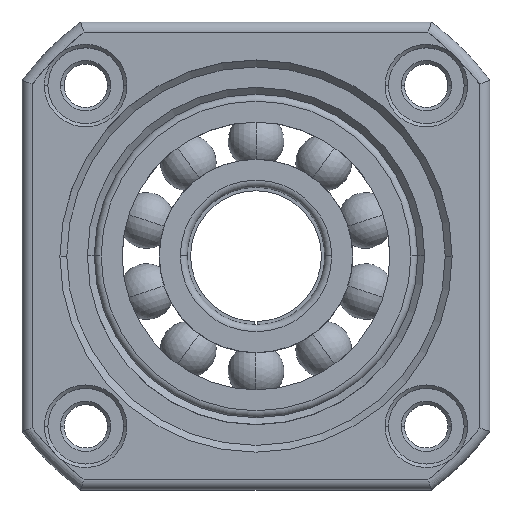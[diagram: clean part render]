
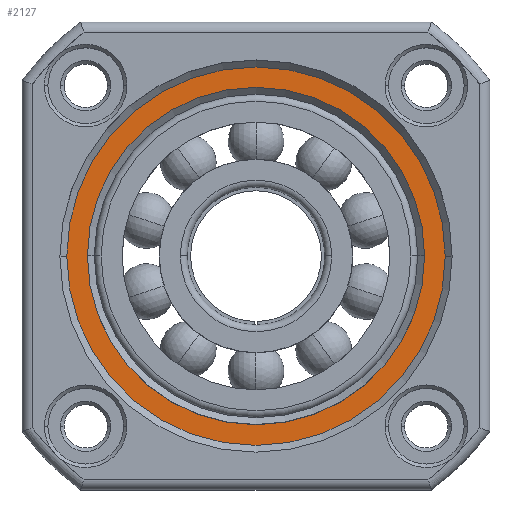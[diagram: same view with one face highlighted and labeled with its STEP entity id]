
A CAD part, top view. The second image highlights one B-rep face of the part: STEP entity #2127.
In plain terms, the highlighted planar face has unit normal (0, 0, -1).
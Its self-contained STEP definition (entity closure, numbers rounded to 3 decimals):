
#125 = EDGE_CURVE ( 'NONE', #2565, #1346, #5347, .T. ) ;
#337 = CARTESIAN_POINT ( 'NONE',  ( -27.5, 0., -20. ) ) ;
#1061 = CARTESIAN_POINT ( 'NONE',  ( 0., 0., -20. ) ) ;
#1289 = CIRCLE ( 'NONE', #13039, 24.5 ) ;
#1346 = VERTEX_POINT ( 'NONE', #10520 ) ;
#1518 = CARTESIAN_POINT ( 'NONE',  ( 27.5, 0., -20. ) ) ;
#1897 = EDGE_CURVE ( 'NONE', #8717, #5381, #10139, .T. ) ;
#2127 = ADVANCED_FACE ( 'NONE', ( #2445, #5639 ), #3116, .T. ) ;
#2144 = CARTESIAN_POINT ( 'NONE',  ( 0., 0., -20. ) ) ;
#2165 = DIRECTION ( 'NONE',  ( -1., 0., 0. ) ) ;
#2445 = FACE_OUTER_BOUND ( 'NONE', #7517, .T. ) ;
#2565 = VERTEX_POINT ( 'NONE', #5031 ) ;
#3116 = PLANE ( 'NONE',  #9564 ) ;
#3226 = DIRECTION ( 'NONE',  ( -1., 0., 0. ) ) ;
#4130 = CARTESIAN_POINT ( 'NONE',  ( 0., 0., -20. ) ) ;
#4187 = DIRECTION ( 'NONE',  ( 0., 0., -1. ) ) ;
#4232 = DIRECTION ( 'NONE',  ( -1., 0., 0. ) ) ;
#4570 = ORIENTED_EDGE ( 'NONE', *, *, #1897, .T. ) ;
#5031 = CARTESIAN_POINT ( 'NONE',  ( 24.5, 0., -20. ) ) ;
#5084 = ORIENTED_EDGE ( 'NONE', *, *, #9311, .T. ) ;
#5274 = DIRECTION ( 'NONE',  ( -1., 0., 0. ) ) ;
#5347 = CIRCLE ( 'NONE', #12577, 24.5 ) ;
#5381 = VERTEX_POINT ( 'NONE', #1518 ) ;
#5639 = FACE_BOUND ( 'NONE', #13238, .T. ) ;
#6962 = CIRCLE ( 'NONE', #11537, 27.5 ) ;
#7348 = DIRECTION ( 'NONE',  ( 0., 0., -1. ) ) ;
#7517 = EDGE_LOOP ( 'NONE', ( #11656, #4570 ) ) ;
#7585 = CARTESIAN_POINT ( 'NONE',  ( 0., 0., -20. ) ) ;
#8223 = DIRECTION ( 'NONE',  ( -1., 0., 0. ) ) ;
#8510 = DIRECTION ( 'NONE',  ( 0., 0., 1. ) ) ;
#8541 = DIRECTION ( 'NONE',  ( 0., 0., -1. ) ) ;
#8717 = VERTEX_POINT ( 'NONE', #337 ) ;
#9311 = EDGE_CURVE ( 'NONE', #1346, #2565, #1289, .T. ) ;
#9564 = AXIS2_PLACEMENT_3D ( 'NONE', #10584, #7348, #5274 ) ;
#9588 = DIRECTION ( 'NONE',  ( 0., 0., 1. ) ) ;
#10139 = CIRCLE ( 'NONE', #11967, 27.5 ) ;
#10438 = EDGE_CURVE ( 'NONE', #5381, #8717, #6962, .T. ) ;
#10520 = CARTESIAN_POINT ( 'NONE',  ( -24.5, 0., -20. ) ) ;
#10584 = CARTESIAN_POINT ( 'NONE',  ( 0., 28.5, -20. ) ) ;
#10916 = ORIENTED_EDGE ( 'NONE', *, *, #125, .T. ) ;
#11537 = AXIS2_PLACEMENT_3D ( 'NONE', #1061, #8541, #2165 ) ;
#11656 = ORIENTED_EDGE ( 'NONE', *, *, #10438, .T. ) ;
#11967 = AXIS2_PLACEMENT_3D ( 'NONE', #4130, #4187, #4232 ) ;
#12577 = AXIS2_PLACEMENT_3D ( 'NONE', #7585, #8510, #8223 ) ;
#13039 = AXIS2_PLACEMENT_3D ( 'NONE', #2144, #9588, #3226 ) ;
#13238 = EDGE_LOOP ( 'NONE', ( #5084, #10916 ) ) ;
